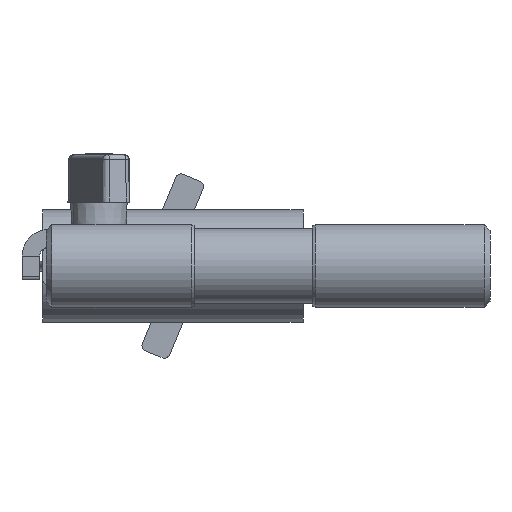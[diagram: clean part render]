
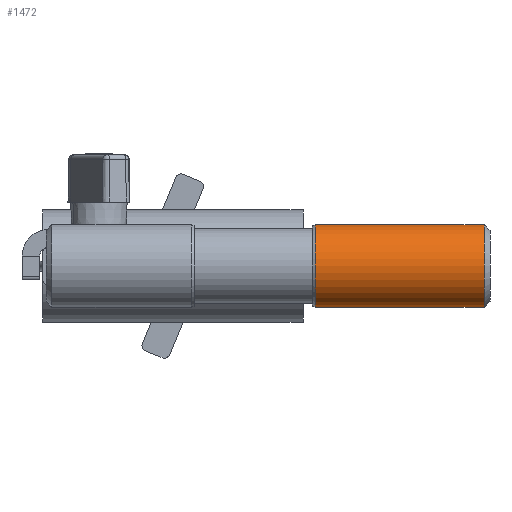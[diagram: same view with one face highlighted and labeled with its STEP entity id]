
A CAD part, left-side view. The second image highlights one B-rep face of the part: STEP entity #1472.
In plain terms, the highlighted cylindrical face has radius 14 mm (diameter 28 mm), a partial arc.
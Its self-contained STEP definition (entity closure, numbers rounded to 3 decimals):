
#440 = LINE ( 'NONE', #6384, #833 ) ;
#833 = VECTOR ( 'NONE', #9802, 1000. ) ;
#1318 = DIRECTION ( 'NONE',  ( 0., 0., -1. ) ) ;
#1472 = ADVANCED_FACE ( 'NONE', ( #10216 ), #3822, .T. ) ;
#1525 = VERTEX_POINT ( 'NONE', #5577 ) ;
#2052 = CARTESIAN_POINT ( 'NONE',  ( 0., 73., 0. ) ) ;
#2093 = DIRECTION ( 'NONE',  ( 0., 0., -1. ) ) ;
#2114 = EDGE_LOOP ( 'NONE', ( #10667, #5001, #6862, #6437 ) ) ;
#2331 = AXIS2_PLACEMENT_3D ( 'NONE', #8191, #10761, #1318 ) ;
#2419 = DIRECTION ( 'NONE',  ( 0., 0., 1. ) ) ;
#2586 = AXIS2_PLACEMENT_3D ( 'NONE', #2052, #9117, #2093 ) ;
#2900 = CARTESIAN_POINT ( 'NONE',  ( 0., 73., 14. ) ) ;
#3822 = CYLINDRICAL_SURFACE ( 'NONE', #2331, 14. ) ;
#4135 = CIRCLE ( 'NONE', #5497, 14. ) ;
#4203 = CARTESIAN_POINT ( 'NONE',  ( 0., 16., 0. ) ) ;
#4485 = CARTESIAN_POINT ( 'NONE',  ( 0., 16., -14. ) ) ;
#5001 = ORIENTED_EDGE ( 'NONE', *, *, #10532, .T. ) ;
#5496 = VERTEX_POINT ( 'NONE', #5595 ) ;
#5497 = AXIS2_PLACEMENT_3D ( 'NONE', #4203, #10247, #2419 ) ;
#5577 = CARTESIAN_POINT ( 'NONE',  ( 0., 73., -14. ) ) ;
#5595 = CARTESIAN_POINT ( 'NONE',  ( 0., 16., 14. ) ) ;
#6089 = DIRECTION ( 'NONE',  ( 0., -1., 0. ) ) ;
#6298 = VECTOR ( 'NONE', #6089, 1000. ) ;
#6384 = CARTESIAN_POINT ( 'NONE',  ( 0., -75., -14. ) ) ;
#6437 = ORIENTED_EDGE ( 'NONE', *, *, #8471, .T. ) ;
#6862 = ORIENTED_EDGE ( 'NONE', *, *, #8677, .T. ) ;
#7713 = VERTEX_POINT ( 'NONE', #4485 ) ;
#8191 = CARTESIAN_POINT ( 'NONE',  ( 0., -75., 0. ) ) ;
#8471 = EDGE_CURVE ( 'NONE', #7713, #5496, #4135, .T. ) ;
#8481 = LINE ( 'NONE', #8684, #6298 ) ;
#8677 = EDGE_CURVE ( 'NONE', #1525, #7713, #440, .T. ) ;
#8684 = CARTESIAN_POINT ( 'NONE',  ( 0., -75., 14. ) ) ;
#8877 = VERTEX_POINT ( 'NONE', #2900 ) ;
#9117 = DIRECTION ( 'NONE',  ( 0., -1., 0. ) ) ;
#9802 = DIRECTION ( 'NONE',  ( 0., -1., 0. ) ) ;
#9835 = EDGE_CURVE ( 'NONE', #8877, #5496, #8481, .T. ) ;
#9900 = CIRCLE ( 'NONE', #2586, 14. ) ;
#10216 = FACE_OUTER_BOUND ( 'NONE', #2114, .T. ) ;
#10247 = DIRECTION ( 'NONE',  ( 0., 1., 0. ) ) ;
#10532 = EDGE_CURVE ( 'NONE', #8877, #1525, #9900, .T. ) ;
#10667 = ORIENTED_EDGE ( 'NONE', *, *, #9835, .F. ) ;
#10761 = DIRECTION ( 'NONE',  ( 0., -1., 0. ) ) ;
